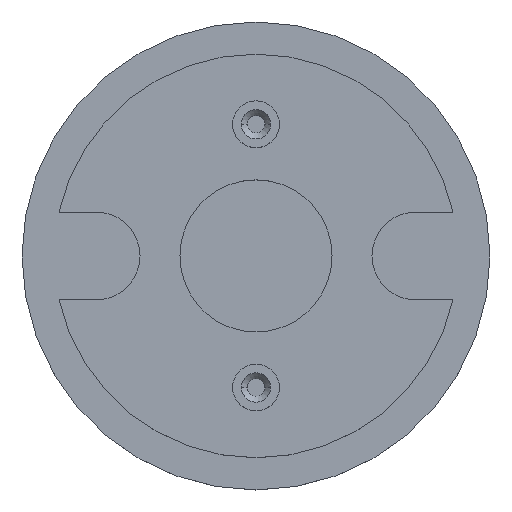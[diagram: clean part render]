
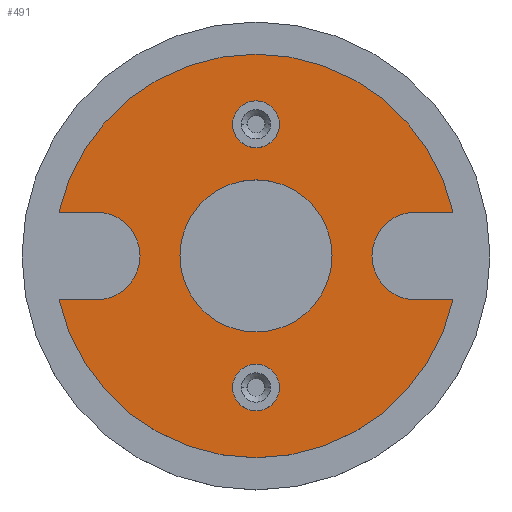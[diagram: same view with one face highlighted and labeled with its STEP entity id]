
A CAD part, top view. The second image highlights one B-rep face of the part: STEP entity #491.
In plain terms, the highlighted planar face has unit normal (0, 0, 1).
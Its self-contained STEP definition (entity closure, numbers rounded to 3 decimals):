
#9 = CIRCLE ( 'NONE', #13, 13. ) ;
#13 = AXIS2_PLACEMENT_3D ( 'NONE', #530, #531, #532 ) ;
#28 = CIRCLE ( 'NONE', #30, 7.5 ) ;
#30 = AXIS2_PLACEMENT_3D ( 'NONE', #519, #520, #521 ) ;
#49 = CIRCLE ( 'NONE', #53, 4. ) ;
#51 = CIRCLE ( 'NONE', #55, 13. ) ;
#53 = AXIS2_PLACEMENT_3D ( 'NONE', #710, #711, #712 ) ;
#54 = CIRCLE ( 'NONE', #57, 34.5 ) ;
#55 = AXIS2_PLACEMENT_3D ( 'NONE', #715, #716, #717 ) ;
#56 = VECTOR ( 'NONE', #723, 1000. ) ;
#57 = AXIS2_PLACEMENT_3D ( 'NONE', #720, #721, #722 ) ;
#58 = CIRCLE ( 'NONE', #60, 7.5 ) ;
#59 = VECTOR ( 'NONE', #729, 1000. ) ;
#60 = AXIS2_PLACEMENT_3D ( 'NONE', #726, #727, #728 ) ;
#61 = CIRCLE ( 'NONE', #63, 34.5 ) ;
#62 = VECTOR ( 'NONE', #735, 1000. ) ;
#63 = AXIS2_PLACEMENT_3D ( 'NONE', #732, #733, #734 ) ;
#64 = CIRCLE ( 'NONE', #66, 7.5 ) ;
#65 = VECTOR ( 'NONE', #739, 1000. ) ;
#66 = AXIS2_PLACEMENT_3D ( 'NONE', #736, #737, #738 ) ;
#67 = CIRCLE ( 'NONE', #69, 4. ) ;
#69 = AXIS2_PLACEMENT_3D ( 'NONE', #742, #743, #744 ) ;
#111 = CIRCLE ( 'NONE', #121, 4. ) ;
#121 = AXIS2_PLACEMENT_3D ( 'NONE', #846, #847, #848 ) ;
#129 = AXIS2_PLACEMENT_3D ( 'NONE', #863, #865, #866 ) ;
#133 = CIRCLE ( 'NONE', #148, 4. ) ;
#148 = AXIS2_PLACEMENT_3D ( 'NONE', #914, #915, #916 ) ;
#166 = EDGE_CURVE ( 'NONE', #363, #362, #28, .T. ) ;
#169 = EDGE_CURVE ( 'NONE', #361, #360, #9, .T. ) ;
#310 = ORIENTED_EDGE ( 'NONE', *, *, #447, .T. ) ;
#311 = ORIENTED_EDGE ( 'NONE', *, *, #449, .T. ) ;
#312 = ORIENTED_EDGE ( 'NONE', *, *, #169, .F. ) ;
#313 = ORIENTED_EDGE ( 'NONE', *, *, #450, .T. ) ;
#314 = ORIENTED_EDGE ( 'NONE', *, *, #446, .T. ) ;
#315 = ORIENTED_EDGE ( 'NONE', *, *, #505, .F. ) ;
#316 = ORIENTED_EDGE ( 'NONE', *, *, #445, .T. ) ;
#321 = ORIENTED_EDGE ( 'NONE', *, *, #166, .T. ) ;
#322 = ORIENTED_EDGE ( 'NONE', *, *, #453, .F. ) ;
#323 = ORIENTED_EDGE ( 'NONE', *, *, #486, .F. ) ;
#324 = ORIENTED_EDGE ( 'NONE', *, *, #451, .T. ) ;
#329 = ORIENTED_EDGE ( 'NONE', *, *, #444, .F. ) ;
#342 = ORIENTED_EDGE ( 'NONE', *, *, #443, .F. ) ;
#343 = ORIENTED_EDGE ( 'NONE', *, *, #452, .T. ) ;
#344 = ORIENTED_EDGE ( 'NONE', *, *, #448, .T. ) ;
#347 = VERTEX_POINT ( 'NONE', #617 ) ;
#349 = VERTEX_POINT ( 'NONE', #618 ) ;
#352 = VERTEX_POINT ( 'NONE', #616 ) ;
#354 = VERTEX_POINT ( 'NONE', #621 ) ;
#356 = VERTEX_POINT ( 'NONE', #623 ) ;
#359 = VERTEX_POINT ( 'NONE', #626 ) ;
#360 = VERTEX_POINT ( 'NONE', #627 ) ;
#361 = VERTEX_POINT ( 'NONE', #628 ) ;
#362 = VERTEX_POINT ( 'NONE', #629 ) ;
#363 = VERTEX_POINT ( 'NONE', #630 ) ;
#364 = VERTEX_POINT ( 'NONE', #631 ) ;
#365 = VERTEX_POINT ( 'NONE', #632 ) ;
#368 = VERTEX_POINT ( 'NONE', #635 ) ;
#369 = VERTEX_POINT ( 'NONE', #636 ) ;
#372 = VERTEX_POINT ( 'NONE', #639 ) ;
#392 = EDGE_LOOP ( 'NONE', ( #322, #315 ) ) ;
#398 = EDGE_LOOP ( 'NONE', ( #329, #312 ) ) ;
#400 = EDGE_LOOP ( 'NONE', ( #342, #323 ) ) ;
#402 = EDGE_LOOP ( 'NONE', ( #316, #314, #310, #321, #344, #311, #313, #324, #343 ) ) ;
#443 = EDGE_CURVE ( 'NONE', #364, #365, #49, .T. ) ;
#444 = EDGE_CURVE ( 'NONE', #360, #361, #51, .T. ) ;
#445 = EDGE_CURVE ( 'NONE', #359, #372, #54, .T. ) ;
#446 = EDGE_CURVE ( 'NONE', #372, #356, #713, .T. ) ;
#447 = EDGE_CURVE ( 'NONE', #356, #363, #58, .T. ) ;
#448 = EDGE_CURVE ( 'NONE', #362, #354, #718, .T. ) ;
#449 = EDGE_CURVE ( 'NONE', #354, #349, #61, .T. ) ;
#450 = EDGE_CURVE ( 'NONE', #349, #347, #724, .T. ) ;
#451 = EDGE_CURVE ( 'NONE', #347, #352, #64, .T. ) ;
#452 = EDGE_CURVE ( 'NONE', #352, #359, #730, .T. ) ;
#453 = EDGE_CURVE ( 'NONE', #368, #369, #67, .T. ) ;
#486 = EDGE_CURVE ( 'NONE', #365, #364, #111, .T. ) ;
#491 = ADVANCED_FACE ( 'NONE', ( #849, #859, #864, #862 ), #850, .T. ) ;
#505 = EDGE_CURVE ( 'NONE', #369, #368, #133, .T. ) ;
#519 = CARTESIAN_POINT ( 'NONE',  ( 27.323, 0., 2.9 ) ) ;
#520 = DIRECTION ( 'NONE',  ( 0., 0., -1. ) ) ;
#521 = DIRECTION ( 'NONE',  ( 1., 0., 0. ) ) ;
#530 = CARTESIAN_POINT ( 'NONE',  ( 0., 0., 2.9 ) ) ;
#531 = DIRECTION ( 'NONE',  ( 0., 0., 1. ) ) ;
#532 = DIRECTION ( 'NONE',  ( 1., 0., 0. ) ) ;
#616 = CARTESIAN_POINT ( 'NONE',  ( -27.323, -7.5, 2.9 ) ) ;
#617 = CARTESIAN_POINT ( 'NONE',  ( -27.323, 7.5, 2.9 ) ) ;
#618 = CARTESIAN_POINT ( 'NONE',  ( -33.675, 7.5, 2.9 ) ) ;
#621 = CARTESIAN_POINT ( 'NONE',  ( 33.675, 7.5, 2.9 ) ) ;
#623 = CARTESIAN_POINT ( 'NONE',  ( 27.323, -7.5, 2.9 ) ) ;
#626 = CARTESIAN_POINT ( 'NONE',  ( -33.675, -7.5, 2.9 ) ) ;
#627 = CARTESIAN_POINT ( 'NONE',  ( 13., 0., 2.9 ) ) ;
#628 = CARTESIAN_POINT ( 'NONE',  ( -13., 0., 2.9 ) ) ;
#629 = CARTESIAN_POINT ( 'NONE',  ( 27.323, 7.5, 2.9 ) ) ;
#630 = CARTESIAN_POINT ( 'NONE',  ( 19.823, 0., 2.9 ) ) ;
#631 = CARTESIAN_POINT ( 'NONE',  ( -4., 22.5, 2.9 ) ) ;
#632 = CARTESIAN_POINT ( 'NONE',  ( 4., 22.5, 2.9 ) ) ;
#635 = CARTESIAN_POINT ( 'NONE',  ( -4., -22.5, 2.9 ) ) ;
#636 = CARTESIAN_POINT ( 'NONE',  ( 4., -22.5, 2.9 ) ) ;
#639 = CARTESIAN_POINT ( 'NONE',  ( 33.675, -7.5, 2.9 ) ) ;
#710 = CARTESIAN_POINT ( 'NONE',  ( 0., 22.5, 2.9 ) ) ;
#711 = DIRECTION ( 'NONE',  ( 0., 0., 1. ) ) ;
#712 = DIRECTION ( 'NONE',  ( 1., 0., 0. ) ) ;
#713 = LINE ( 'NONE', #714, #56 ) ;
#714 = CARTESIAN_POINT ( 'NONE',  ( 27.323, -7.5, 2.9 ) ) ;
#715 = CARTESIAN_POINT ( 'NONE',  ( 0., 0., 2.9 ) ) ;
#716 = DIRECTION ( 'NONE',  ( 0., 0., 1. ) ) ;
#717 = DIRECTION ( 'NONE',  ( 1., 0., 0. ) ) ;
#718 = LINE ( 'NONE', #719, #59 ) ;
#719 = CARTESIAN_POINT ( 'NONE',  ( 33.675, 7.5, 2.9 ) ) ;
#720 = CARTESIAN_POINT ( 'NONE',  ( 0., 0., 2.9 ) ) ;
#721 = DIRECTION ( 'NONE',  ( 0., 0., 1. ) ) ;
#722 = DIRECTION ( 'NONE',  ( 1., 0., 0. ) ) ;
#723 = DIRECTION ( 'NONE',  ( -1., 0., 0. ) ) ;
#724 = LINE ( 'NONE', #725, #62 ) ;
#725 = CARTESIAN_POINT ( 'NONE',  ( -27.323, 7.5, 2.9 ) ) ;
#726 = CARTESIAN_POINT ( 'NONE',  ( 27.323, 0., 2.9 ) ) ;
#727 = DIRECTION ( 'NONE',  ( 0., 0., -1. ) ) ;
#728 = DIRECTION ( 'NONE',  ( 1., 0., 0. ) ) ;
#729 = DIRECTION ( 'NONE',  ( 1., 0., 0. ) ) ;
#730 = LINE ( 'NONE', #731, #65 ) ;
#731 = CARTESIAN_POINT ( 'NONE',  ( -33.675, -7.5, 2.9 ) ) ;
#732 = CARTESIAN_POINT ( 'NONE',  ( 0., 0., 2.9 ) ) ;
#733 = DIRECTION ( 'NONE',  ( 0., 0., 1. ) ) ;
#734 = DIRECTION ( 'NONE',  ( 1., 0., 0. ) ) ;
#735 = DIRECTION ( 'NONE',  ( 1., 0., 0. ) ) ;
#736 = CARTESIAN_POINT ( 'NONE',  ( -27.323, 0., 2.9 ) ) ;
#737 = DIRECTION ( 'NONE',  ( 0., 0., -1. ) ) ;
#738 = DIRECTION ( 'NONE',  ( 1., 0., 0. ) ) ;
#739 = DIRECTION ( 'NONE',  ( -1., 0., 0. ) ) ;
#742 = CARTESIAN_POINT ( 'NONE',  ( 0., -22.5, 2.9 ) ) ;
#743 = DIRECTION ( 'NONE',  ( 0., 0., 1. ) ) ;
#744 = DIRECTION ( 'NONE',  ( 1., 0., 0. ) ) ;
#846 = CARTESIAN_POINT ( 'NONE',  ( 0., 22.5, 2.9 ) ) ;
#847 = DIRECTION ( 'NONE',  ( 0., 0., 1. ) ) ;
#848 = DIRECTION ( 'NONE',  ( 1., 0., 0. ) ) ;
#849 = FACE_BOUND ( 'NONE', #400, .T. ) ;
#850 = PLANE ( 'NONE',  #129 ) ;
#859 = FACE_BOUND ( 'NONE', #398, .T. ) ;
#862 = FACE_BOUND ( 'NONE', #392, .T. ) ;
#863 = CARTESIAN_POINT ( 'NONE',  ( 0., 0., 2.9 ) ) ;
#864 = FACE_OUTER_BOUND ( 'NONE', #402, .T. ) ;
#865 = DIRECTION ( 'NONE',  ( 0., 0., 1. ) ) ;
#866 = DIRECTION ( 'NONE',  ( 1., 0., 0. ) ) ;
#914 = CARTESIAN_POINT ( 'NONE',  ( 0., -22.5, 2.9 ) ) ;
#915 = DIRECTION ( 'NONE',  ( 0., 0., 1. ) ) ;
#916 = DIRECTION ( 'NONE',  ( 1., 0., 0. ) ) ;
